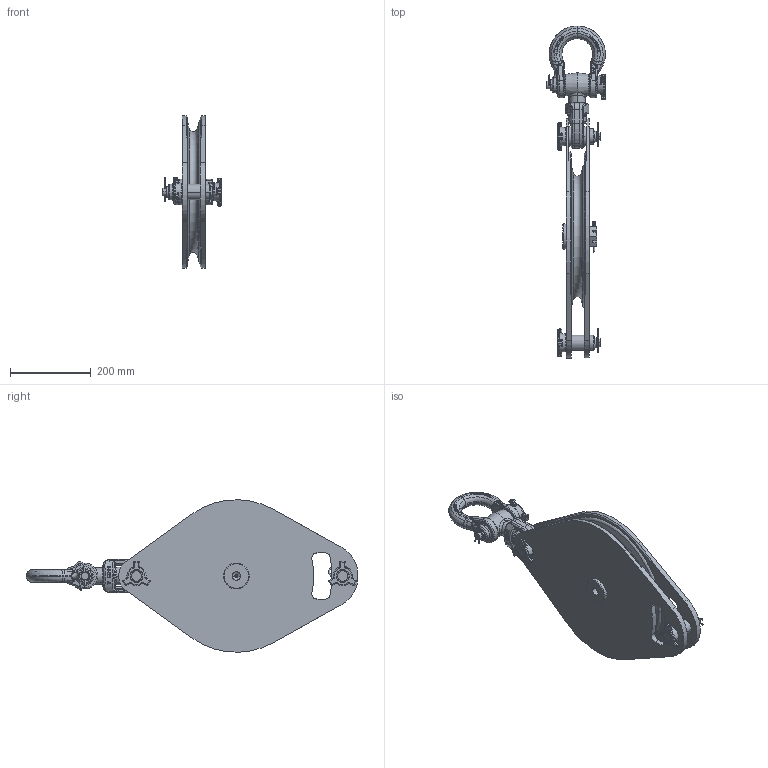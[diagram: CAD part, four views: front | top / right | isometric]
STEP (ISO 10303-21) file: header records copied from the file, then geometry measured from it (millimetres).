
FILE_DESCRIPTION((''),'2;1');
FILE_NAME('MCKISSICK_BLK_M-491_14','2007-08-01T',('ADoughty'),('The Crosby Group, Inc.'),'PRO/ENGINEER BY PARAMETRIC TECHNOLOGY CORPORATION, 2006080','PRO/ENGINEER BY PARAMETRIC TECHNOLOGY CORPORATION, 2006080','');
FILE_SCHEMA(('CONFIG_CONTROL_DESIGN'));
Products named in the file (1): MCKISSICK_BLK_M-491_14
Bounding box: 146.05 x 822.93 x 377.86 mm (x, y, z)
Volume: 5162903.8 mm3; surface area: 1106277.1 mm2
Topology: 4 solids, 6 shells, 1580 faces, 3794 edges, 2277 vertices
Faces by surface type: bspline 478, plane 456, cylinder 274, cone 162, torus 139, sphere 38, extrusion 33
Entity records: 73279 total; most frequent: CARTESIAN_POINT 40642, ORIENTED_EDGE 7580, DIRECTION 5555, EDGE_CURVE 3790, VERTEX_POINT 2277, AXIS2_PLACEMENT_3D 2193, EDGE_LOOP 1669, FACE_OUTER_BOUND 1580
